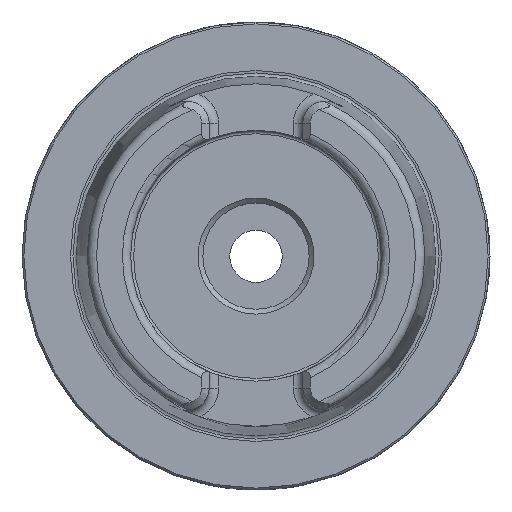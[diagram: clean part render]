
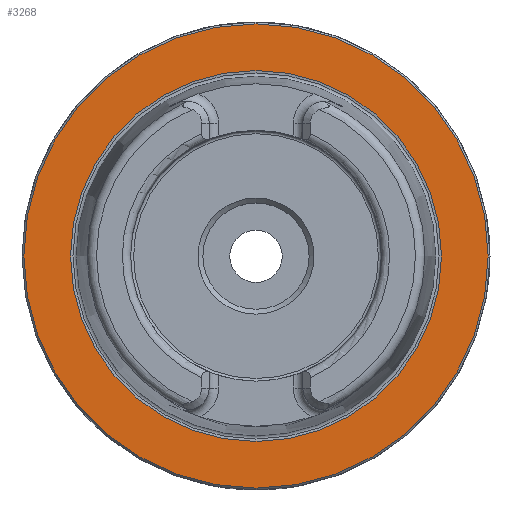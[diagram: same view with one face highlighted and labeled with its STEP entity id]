
A CAD part, top view. The second image highlights one B-rep face of the part: STEP entity #3268.
In plain terms, the highlighted planar face has unit normal (0, 0, 1).
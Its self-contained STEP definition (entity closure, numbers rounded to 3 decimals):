
#287=PLANE('',#3481);
#675=ORIENTED_EDGE('',*,*,#1135,.T.);
#676=ORIENTED_EDGE('',*,*,#1137,.F.);
#1135=EDGE_CURVE('',#1391,#1391,#1562,.T.);
#1137=EDGE_CURVE('',#1393,#1393,#1564,.T.);
#1391=VERTEX_POINT('',#4780);
#1393=VERTEX_POINT('',#4786);
#1562=CIRCLE('',#3478,62.);
#1564=CIRCLE('',#3482,49.536);
#1722=EDGE_LOOP('',(#675));
#1723=EDGE_LOOP('',(#676));
#1947=FACE_BOUND('',#1722,.T.);
#1948=FACE_BOUND('',#1723,.T.);
#3268=ADVANCED_FACE('',(#1947,#1948),#287,.T.);
#3478=AXIS2_PLACEMENT_3D('',#4779,#3940,#3941);
#3481=AXIS2_PLACEMENT_3D('',#4784,#3946,#3947);
#3482=AXIS2_PLACEMENT_3D('',#4785,#3948,#3949);
#3940=DIRECTION('',(0.,0.,1.));
#3941=DIRECTION('',(1.,0.,0.));
#3946=DIRECTION('',(0.,0.,1.));
#3947=DIRECTION('',(1.,0.,0.));
#3948=DIRECTION('',(0.,0.,1.));
#3949=DIRECTION('',(1.,0.,0.));
#4779=CARTESIAN_POINT('',(0.,0.,0.));
#4780=CARTESIAN_POINT('',(62.,0.,0.));
#4784=CARTESIAN_POINT('',(62.,0.,0.));
#4785=CARTESIAN_POINT('',(0.,0.,0.));
#4786=CARTESIAN_POINT('',(49.536,0.,0.));
